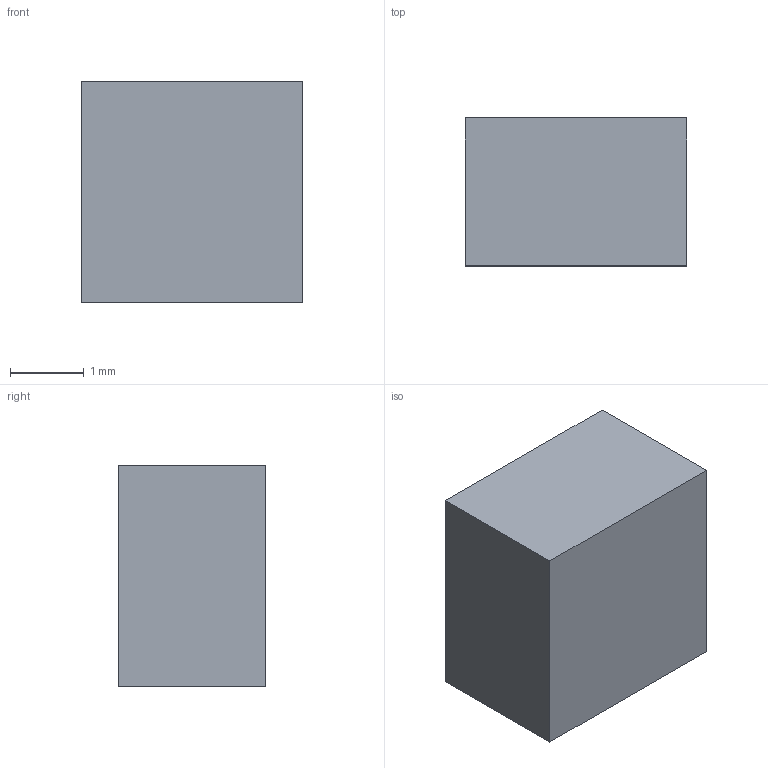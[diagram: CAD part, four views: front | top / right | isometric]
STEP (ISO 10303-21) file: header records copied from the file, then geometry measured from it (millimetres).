
FILE_DESCRIPTION (( 'STEP AP214' ), '1' );
FILE_NAME ('CTN003181.STEP', '2015-11-16T03:58:32', ( '' ), ( '' ), 'SwSTEP 2.0', 'SolidWorks 2014', '' );
FILE_SCHEMA (( 'AUTOMOTIVE_DESIGN' ));
Length unit declared in the file: millimetre
Products named in the file (1): CTN003181
Bounding box: 3 x 2 x 3 mm (x, y, z)
Volume: 18 mm3; surface area: 42 mm2
Topology: 1 solids, 1 shells, 7 faces, 24 edges, 20 vertices
Faces by surface type: plane 7
Entity records: 385 total; most frequent: CARTESIAN_POINT 52, ORIENTED_EDGE 48, DIRECTION 40, EDGE_CURVE 24, VECTOR 24, LINE 24, VERTEX_POINT 20, UNCERTAINTY_MEASURE_WITH_UNIT 10
